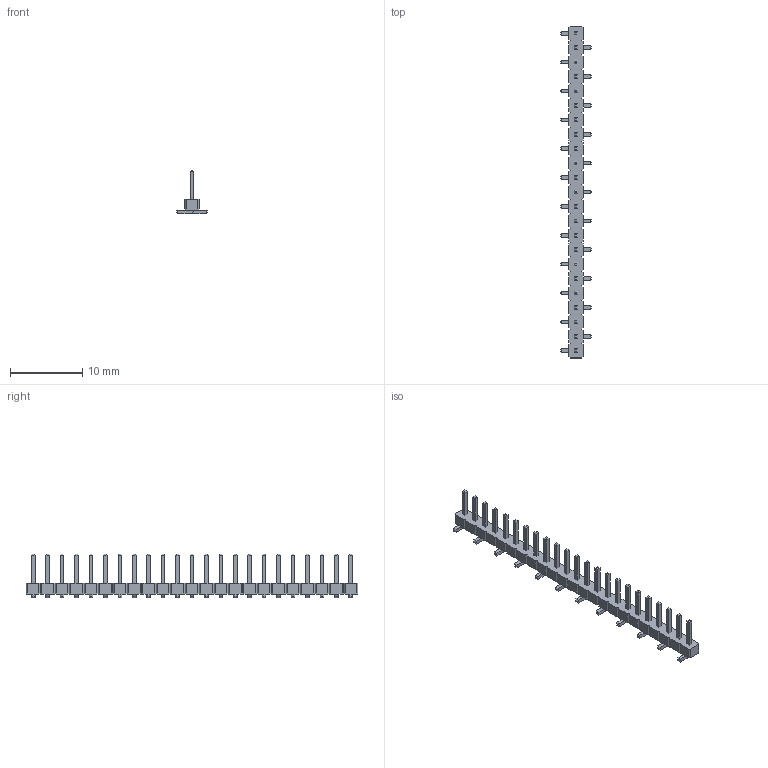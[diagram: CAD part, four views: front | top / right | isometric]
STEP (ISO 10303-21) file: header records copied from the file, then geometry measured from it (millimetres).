
FILE_DESCRIPTION(/* description */ ('model of PinHeader_1x23_P2.00mm_Vertical_SMD_Pin1Left'),/* implementation_level */ '2;1');
FILE_NAME(/* name */ 'PinHeader_1x23_P2.00mm_Vertical_SMD_Pin1Left.step',/* time_stamp */ '2018-01-24T13:00:13',/* author */ ('kicad StepUp','ksu'),/* organization */ ('FreeCAD'),/* preprocessor_version */ 'OCC',/* originating_system */ 'kicad StepUp',/* authorisation */ '');
FILE_SCHEMA(('AUTOMOTIVE_DESIGN { 1 0 10303 214 1 1 1 1 }'));
Length unit declared in the file: millimetre
Products named in the file (2): PinHeader_1x23_P200mm_Vertical_SMD_Pin1Left; Shape0_333890317239
Bounding box: 4.2 x 46 x 6 mm (x, y, z)
Volume: 179.2 mm3; surface area: 694.3 mm2
Topology: 24 solids, 24 shells, 533 faces, 1271 edges, 786 vertices
Faces by surface type: plane 510, cylinder 23
Entity records: 9630 total; most frequent: ORIENTED_EDGE 1965, CARTESIAN_POINT 1479, EDGE_CURVE 1271, LINE 1225, VERTEX_POINT 786, AXIS2_PLACEMENT_3D 568, ADVANCED_FACE 533, FACE_BOUND 533
